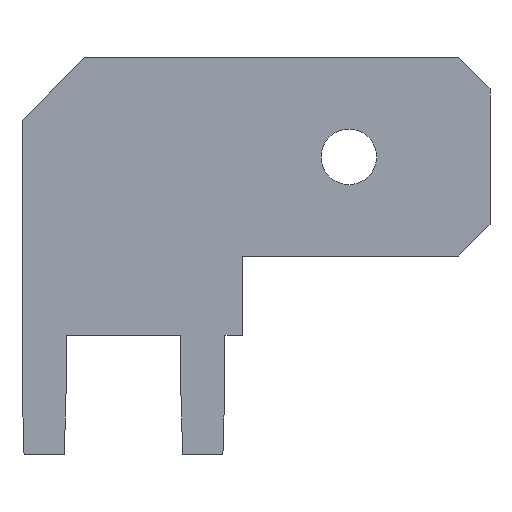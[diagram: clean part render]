
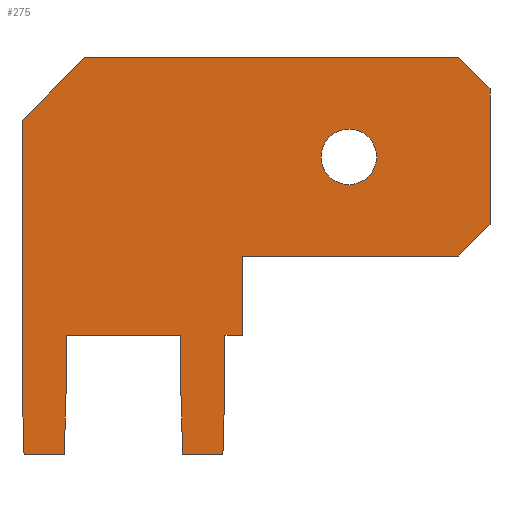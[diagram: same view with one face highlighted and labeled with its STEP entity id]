
A CAD part, front view. The second image highlights one B-rep face of the part: STEP entity #275.
In plain terms, the highlighted planar face has unit normal (0, -1, 0).
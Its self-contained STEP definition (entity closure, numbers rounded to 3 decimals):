
#24 = VERTEX_POINT('',#25);
#25 = CARTESIAN_POINT('',(-3.24,-0.405,0.));
#31 = EDGE_CURVE('',#24,#32,#34,.T.);
#32 = VERTEX_POINT('',#33);
#33 = CARTESIAN_POINT('',(-3.24,-0.405,6.89));
#34 = LINE('',#35,#36);
#35 = CARTESIAN_POINT('',(-3.24,-0.405,0.));
#36 = VECTOR('',#37,1.);
#37 = DIRECTION('',(0.,0.,1.));
#64 = VERTEX_POINT('',#65);
#65 = CARTESIAN_POINT('',(-3.24,-0.405,-1.52));
#71 = EDGE_CURVE('',#64,#24,#72,.T.);
#72 = LINE('',#73,#74);
#73 = CARTESIAN_POINT('',(-3.24,-0.405,-1.52));
#74 = VECTOR('',#75,1.);
#75 = DIRECTION('',(0.,0.,1.));
#93 = EDGE_CURVE('',#32,#94,#96,.T.);
#94 = VERTEX_POINT('',#95);
#95 = CARTESIAN_POINT('',(-1.24,-0.405,8.89));
#96 = LINE('',#97,#98);
#97 = CARTESIAN_POINT('',(-3.24,-0.405,6.89));
#98 = VECTOR('',#99,1.);
#99 = DIRECTION('',(0.707,0.,0.707));
#275 = ADVANCED_FACE('',(#276,#415),#426,.F.);
#276 = FACE_BOUND('',#277,.F.);
#277 = EDGE_LOOP('',(#278,#279,#280,#288,#296,#304,#312,#320,#328,#336,
    #344,#352,#360,#368,#376,#384,#392,#400,#408,#414));
#278 = ORIENTED_EDGE('',*,*,#31,.T.);
#279 = ORIENTED_EDGE('',*,*,#93,.T.);
#280 = ORIENTED_EDGE('',*,*,#281,.T.);
#281 = EDGE_CURVE('',#94,#282,#284,.T.);
#282 = VERTEX_POINT('',#283);
#283 = CARTESIAN_POINT('',(10.75,-0.405,8.89));
#284 = LINE('',#285,#286);
#285 = CARTESIAN_POINT('',(-1.24,-0.405,8.89));
#286 = VECTOR('',#287,1.);
#287 = DIRECTION('',(1.,0.,0.));
#288 = ORIENTED_EDGE('',*,*,#289,.T.);
#289 = EDGE_CURVE('',#282,#290,#292,.T.);
#290 = VERTEX_POINT('',#291);
#291 = CARTESIAN_POINT('',(11.75,-0.405,7.89));
#292 = LINE('',#293,#294);
#293 = CARTESIAN_POINT('',(10.75,-0.405,8.89));
#294 = VECTOR('',#295,1.);
#295 = DIRECTION('',(0.707,0.,-0.707)
  );
#296 = ORIENTED_EDGE('',*,*,#297,.T.);
#297 = EDGE_CURVE('',#290,#298,#300,.T.);
#298 = VERTEX_POINT('',#299);
#299 = CARTESIAN_POINT('',(11.75,-0.405,3.54));
#300 = LINE('',#301,#302);
#301 = CARTESIAN_POINT('',(11.75,-0.405,7.89));
#302 = VECTOR('',#303,1.);
#303 = DIRECTION('',(0.,0.,-1.));
#304 = ORIENTED_EDGE('',*,*,#305,.T.);
#305 = EDGE_CURVE('',#298,#306,#308,.T.);
#306 = VERTEX_POINT('',#307);
#307 = CARTESIAN_POINT('',(10.75,-0.405,2.54));
#308 = LINE('',#309,#310);
#309 = CARTESIAN_POINT('',(11.75,-0.405,3.54));
#310 = VECTOR('',#311,1.);
#311 = DIRECTION('',(-0.707,0.,-0.707
    ));
#312 = ORIENTED_EDGE('',*,*,#313,.T.);
#313 = EDGE_CURVE('',#306,#314,#316,.T.);
#314 = VERTEX_POINT('',#315);
#315 = CARTESIAN_POINT('',(3.83,-0.405,2.54));
#316 = LINE('',#317,#318);
#317 = CARTESIAN_POINT('',(10.75,-0.405,2.54));
#318 = VECTOR('',#319,1.);
#319 = DIRECTION('',(-1.,0.,0.));
#320 = ORIENTED_EDGE('',*,*,#321,.T.);
#321 = EDGE_CURVE('',#314,#322,#324,.T.);
#322 = VERTEX_POINT('',#323);
#323 = CARTESIAN_POINT('',(3.83,-0.405,0.));
#324 = LINE('',#325,#326);
#325 = CARTESIAN_POINT('',(3.83,-0.405,2.54));
#326 = VECTOR('',#327,1.);
#327 = DIRECTION('',(0.,0.,-1.));
#328 = ORIENTED_EDGE('',*,*,#329,.T.);
#329 = EDGE_CURVE('',#322,#330,#332,.T.);
#330 = VERTEX_POINT('',#331);
#331 = CARTESIAN_POINT('',(3.26,-0.405,0.));
#332 = LINE('',#333,#334);
#333 = CARTESIAN_POINT('',(3.83,-0.405,0.));
#334 = VECTOR('',#335,1.);
#335 = DIRECTION('',(-1.,0.,0.));
#336 = ORIENTED_EDGE('',*,*,#337,.T.);
#337 = EDGE_CURVE('',#330,#338,#340,.T.);
#338 = VERTEX_POINT('',#339);
#339 = CARTESIAN_POINT('',(3.26,-0.405,-1.52));
#340 = LINE('',#341,#342);
#341 = CARTESIAN_POINT('',(3.26,-0.405,0.));
#342 = VECTOR('',#343,1.);
#343 = DIRECTION('',(0.,0.,-1.));
#344 = ORIENTED_EDGE('',*,*,#345,.T.);
#345 = EDGE_CURVE('',#338,#346,#348,.T.);
#346 = VERTEX_POINT('',#347);
#347 = CARTESIAN_POINT('',(3.195,-0.405,-3.81));
#348 = LINE('',#349,#350);
#349 = CARTESIAN_POINT('',(3.26,-0.405,-1.52));
#350 = VECTOR('',#351,1.);
#351 = DIRECTION('',(-0.028,0.,
    -1.));
#352 = ORIENTED_EDGE('',*,*,#353,.T.);
#353 = EDGE_CURVE('',#346,#354,#356,.T.);
#354 = VERTEX_POINT('',#355);
#355 = CARTESIAN_POINT('',(1.905,-0.405,-3.81));
#356 = LINE('',#357,#358);
#357 = CARTESIAN_POINT('',(3.195,-0.405,-3.81));
#358 = VECTOR('',#359,1.);
#359 = DIRECTION('',(-1.,0.,0.));
#360 = ORIENTED_EDGE('',*,*,#361,.T.);
#361 = EDGE_CURVE('',#354,#362,#364,.T.);
#362 = VERTEX_POINT('',#363);
#363 = CARTESIAN_POINT('',(1.84,-0.405,-1.52));
#364 = LINE('',#365,#366);
#365 = CARTESIAN_POINT('',(1.905,-0.405,-3.81));
#366 = VECTOR('',#367,1.);
#367 = DIRECTION('',(-0.028,0.,
    1.));
#368 = ORIENTED_EDGE('',*,*,#369,.T.);
#369 = EDGE_CURVE('',#362,#370,#372,.T.);
#370 = VERTEX_POINT('',#371);
#371 = CARTESIAN_POINT('',(1.84,-0.405,0.));
#372 = LINE('',#373,#374);
#373 = CARTESIAN_POINT('',(1.84,-0.405,-1.52));
#374 = VECTOR('',#375,1.);
#375 = DIRECTION('',(0.,0.,1.));
#376 = ORIENTED_EDGE('',*,*,#377,.T.);
#377 = EDGE_CURVE('',#370,#378,#380,.T.);
#378 = VERTEX_POINT('',#379);
#379 = CARTESIAN_POINT('',(-1.82,-0.405,0.));
#380 = LINE('',#381,#382);
#381 = CARTESIAN_POINT('',(1.84,-0.405,0.));
#382 = VECTOR('',#383,1.);
#383 = DIRECTION('',(-1.,0.,0.));
#384 = ORIENTED_EDGE('',*,*,#385,.T.);
#385 = EDGE_CURVE('',#378,#386,#388,.T.);
#386 = VERTEX_POINT('',#387);
#387 = CARTESIAN_POINT('',(-1.82,-0.405,-1.52));
#388 = LINE('',#389,#390);
#389 = CARTESIAN_POINT('',(-1.82,-0.405,0.));
#390 = VECTOR('',#391,1.);
#391 = DIRECTION('',(0.,0.,-1.));
#392 = ORIENTED_EDGE('',*,*,#393,.T.);
#393 = EDGE_CURVE('',#386,#394,#396,.T.);
#394 = VERTEX_POINT('',#395);
#395 = CARTESIAN_POINT('',(-1.885,-0.405,-3.81));
#396 = LINE('',#397,#398);
#397 = CARTESIAN_POINT('',(-1.82,-0.405,-1.52));
#398 = VECTOR('',#399,1.);
#399 = DIRECTION('',(-0.028,0.,
    -1.));
#400 = ORIENTED_EDGE('',*,*,#401,.T.);
#401 = EDGE_CURVE('',#394,#402,#404,.T.);
#402 = VERTEX_POINT('',#403);
#403 = CARTESIAN_POINT('',(-3.175,-0.405,-3.81));
#404 = LINE('',#405,#406);
#405 = CARTESIAN_POINT('',(-1.885,-0.405,-3.81));
#406 = VECTOR('',#407,1.);
#407 = DIRECTION('',(-1.,0.,0.));
#408 = ORIENTED_EDGE('',*,*,#409,.T.);
#409 = EDGE_CURVE('',#402,#64,#410,.T.);
#410 = LINE('',#411,#412);
#411 = CARTESIAN_POINT('',(-3.175,-0.405,-3.81));
#412 = VECTOR('',#413,1.);
#413 = DIRECTION('',(-0.028,0.,
    1.));
#414 = ORIENTED_EDGE('',*,*,#71,.T.);
#415 = FACE_BOUND('',#416,.F.);
#416 = EDGE_LOOP('',(#417));
#417 = ORIENTED_EDGE('',*,*,#418,.F.);
#418 = EDGE_CURVE('',#419,#419,#421,.T.);
#419 = VERTEX_POINT('',#420);
#420 = CARTESIAN_POINT('',(8.12,-0.405,5.715));
#421 = CIRCLE('',#422,0.89);
#422 = AXIS2_PLACEMENT_3D('',#423,#424,#425);
#423 = CARTESIAN_POINT('',(7.23,-0.405,5.715));
#424 = DIRECTION('',(0.,1.,0.));
#425 = DIRECTION('',(1.,0.,0.));
#426 = PLANE('',#427);
#427 = AXIS2_PLACEMENT_3D('',#428,#429,#430);
#428 = CARTESIAN_POINT('',(2.876,-0.405,2.907));
#429 = DIRECTION('',(-0.,1.,0.));
#430 = DIRECTION('',(-1.,0.,0.));
